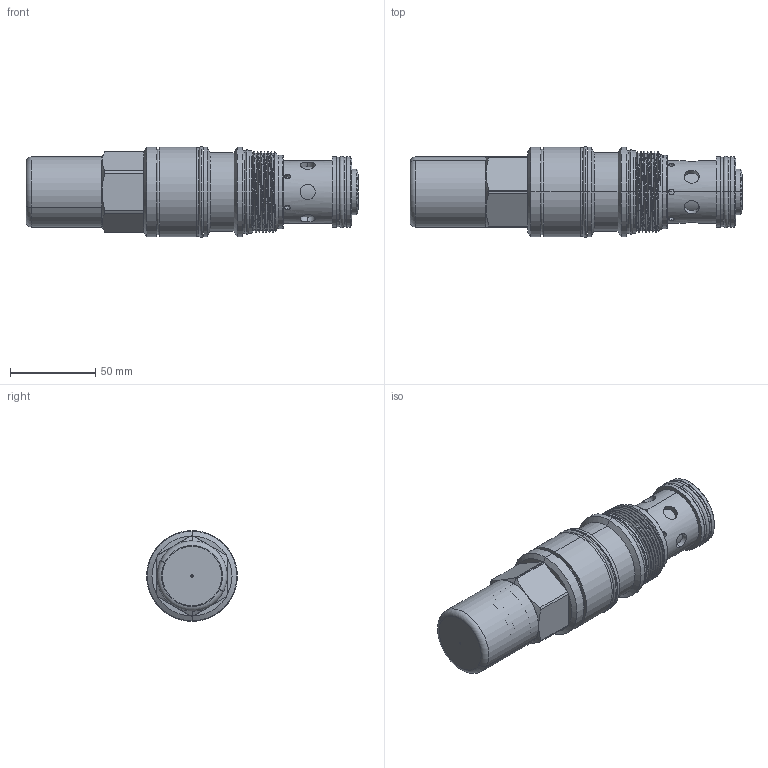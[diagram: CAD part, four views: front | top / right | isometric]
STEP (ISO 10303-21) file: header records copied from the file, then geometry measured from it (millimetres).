
FILE_DESCRIPTION (( 'STEP AP203' ), '1' );
FILE_NAME ('CA19A3B(3E)-C.STEP', '2020-03-18T05:25:42', ( '' ), ( '' ), 'SwSTEP 2.0', 'SolidWorks 2018', '' );
FILE_SCHEMA (( 'CONFIG_CONTROL_DESIGN' ));
Length unit declared in the file: millimetre
Products named in the file (1): CA19A3B(3E)-C
Bounding box: 194.2 x 53.11 x 53.11 mm (x, y, z)
Volume: 259948.1 mm3; surface area: 56147.5 mm2
Topology: 5 solids, 6 shells, 367 faces, 833 edges, 511 vertices
Faces by surface type: cylinder 177, plane 73, cone 55, torus 51, bspline 9, sphere 2
Entity records: 16413 total; most frequent: CARTESIAN_POINT 8305, DIRECTION 1710, ORIENTED_EDGE 1662, EDGE_CURVE 831, AXIS2_PLACEMENT_3D 724, VERTEX_POINT 511, EDGE_LOOP 410, ADVANCED_FACE 367
